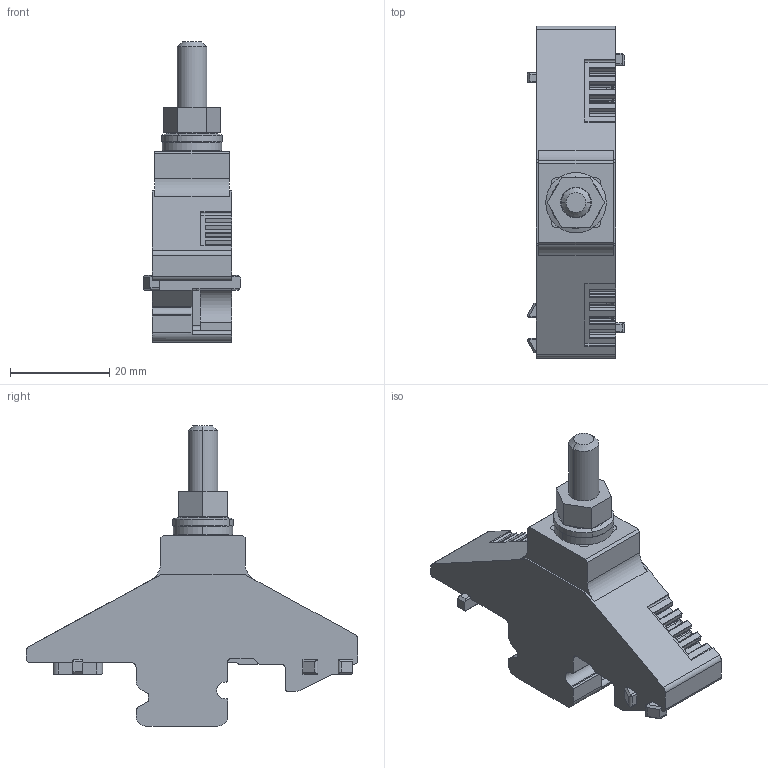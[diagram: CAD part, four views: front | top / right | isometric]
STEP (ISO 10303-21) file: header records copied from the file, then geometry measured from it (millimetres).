
FILE_DESCRIPTION(('CATIA V5R24 STEP','CAx-IF Rec.Pracs.--- Model Styling and Organization---1.2---2011-12-15'),'2;1');
FILE_NAME ('D1450974_0', '2017-03-28T08:47:59+00:00', ('Weidmueller Interface'), ('Weidmueller'), 'CATIA Version 5-6 Release 2014 SP4 HF52', 'CATIA V5 STEP AP214', 'none');
FILE_SCHEMA(('AUTOMOTIVE_DESIGN { 1 0 10303 214 1 1 1 1 }'));
Length unit declared in the file: millimetre
Products named in the file (1): v5-standard_part
Bounding box: 19.6 x 67 x 60.55 mm (x, y, z)
Volume: 20424.4 mm3; surface area: 8552.7 mm2
Topology: 5 solids, 6 shells, 386 faces, 1117 edges, 746 vertices
Faces by surface type: plane 252, cylinder 118, cone 14, torus 2
Entity records: 12519 total; most frequent: CARTESIAN_POINT 2547, ORIENTED_EDGE 2234, DIRECTION 1765, EDGE_CURVE 1117, VECTOR 847, LINE 847, VERTEX_POINT 746, AXIS2_PLACEMENT_3D 571
